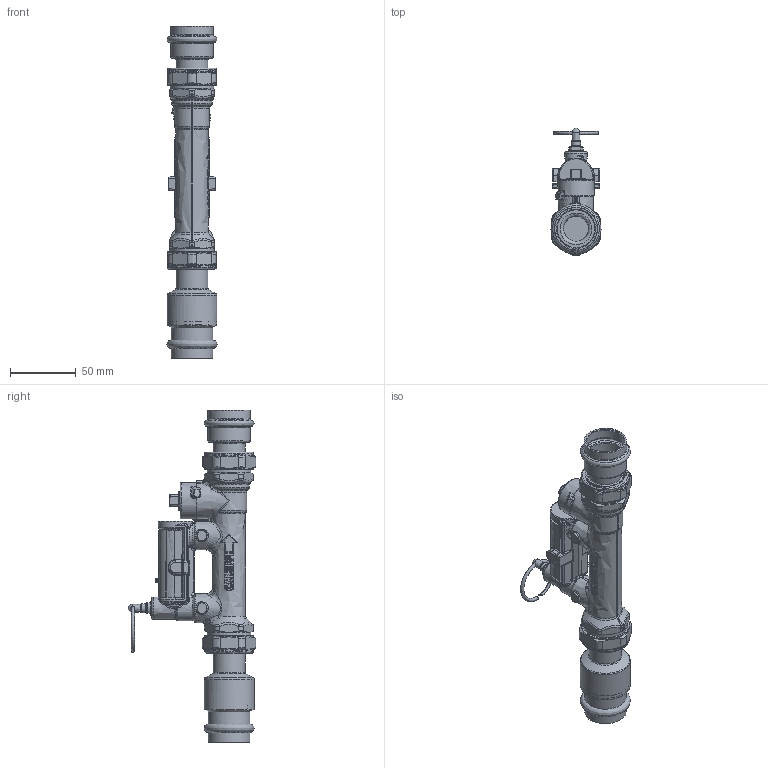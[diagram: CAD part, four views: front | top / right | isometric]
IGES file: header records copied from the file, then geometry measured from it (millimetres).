
Global section: file name: 132636AFC; native system: Autodesk Inventor 2025; preprocessor: unknown; author: ischreiner; date: 20250715.105825; units: centimetre
Bounding box: 38.18 x 97.4 x 253.46 mm (x, y, z)
Volume: 204676.6 mm3; surface area: 71022.7 mm2
Topology: 9 solids, 11 shells, 2043 faces, 4888 edges, 2793 vertices
Faces by surface type: bspline 2043
